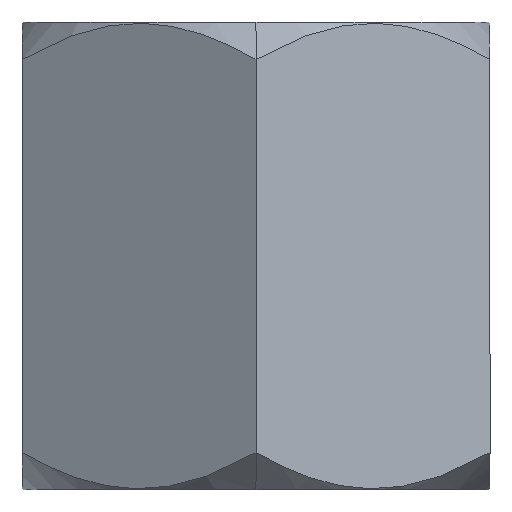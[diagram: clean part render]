
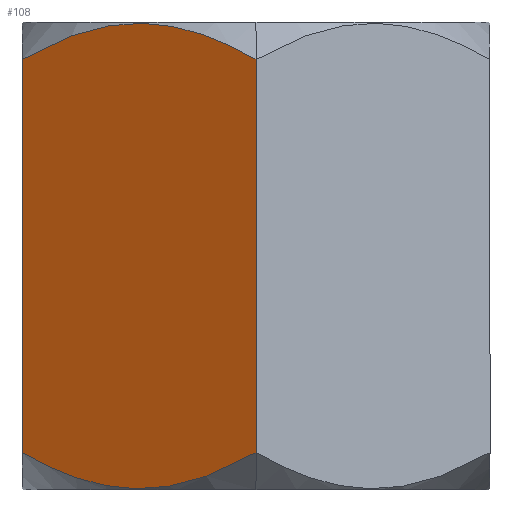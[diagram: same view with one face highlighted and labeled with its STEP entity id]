
A CAD part, left-side view. The second image highlights one B-rep face of the part: STEP entity #108.
In plain terms, the highlighted planar face has unit normal (-0.866, 0.5, 0).
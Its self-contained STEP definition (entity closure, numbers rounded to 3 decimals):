
#18 = FACE_OUTER_BOUND ( 'NONE', #391, .T. ) ;
#22 = CARTESIAN_POINT ( 'NONE',  ( -1.671, 2.105, 2.309 ) ) ;
#23 = LINE ( 'NONE', #566, #292 ) ;
#27 = CARTESIAN_POINT ( 'NONE',  ( -1.911, 1.689, 2.439 ) ) ;
#32 = ORIENTED_EDGE ( 'NONE', *, *, #415, .F. ) ;
#34 = EDGE_CURVE ( 'NONE', #308, #101, #23, .T. ) ;
#45 = CARTESIAN_POINT ( 'NONE',  ( -2.659, 0.395, -2.309 ) ) ;
#64 = CARTESIAN_POINT ( 'NONE',  ( -2.887, 0., 2.1 ) ) ;
#65 = VERTEX_POINT ( 'NONE', #496 ) ;
#68 = CARTESIAN_POINT ( 'NONE',  ( -2.887, 0., -2.1 ) ) ;
#92 = CARTESIAN_POINT ( 'NONE',  ( -2.295, 1.026, -2.476 ) ) ;
#96 = CARTESIAN_POINT ( 'NONE',  ( -1.918, 1.678, -2.449 ) ) ;
#101 = VERTEX_POINT ( 'NONE', #142 ) ;
#108 = ADVANCED_FACE ( 'NONE', ( #18 ), #225, .F. ) ;
#119 = VECTOR ( 'NONE', #377, 1000. ) ;
#136 = VERTEX_POINT ( 'NONE', #68 ) ;
#142 = CARTESIAN_POINT ( 'NONE',  ( -1.443, 2.5, -2.1 ) ) ;
#150 = CARTESIAN_POINT ( 'NONE',  ( -2.042, 1.464, -2.487 ) ) ;
#155 = EDGE_CURVE ( 'NONE', #136, #101, #238, .T. ) ;
#163 = CARTESIAN_POINT ( 'NONE',  ( -1.443, 2.5, -2.1 ) ) ;
#169 = B_SPLINE_CURVE_WITH_KNOTS ( 'NONE', 3,
 ( #443, #288, #22, #222, #27, #234, #437, #220, #501, #384, #327, #64 ),
 .UNSPECIFIED., .F., .F.,
 ( 4, 2, 2, 2, 2, 4 ),
 ( 0., 0.001, 0.001, 0.001, 0.002, 0.003 ),
 .UNSPECIFIED. ) ;
#182 = CARTESIAN_POINT ( 'NONE',  ( -2.887, 0., -2.1 ) ) ;
#220 = CARTESIAN_POINT ( 'NONE',  ( -2.288, 1.036, 2.487 ) ) ;
#222 = CARTESIAN_POINT ( 'NONE',  ( -1.851, 1.795, 2.411 ) ) ;
#225 = PLANE ( 'NONE',  #422 ) ;
#234 = CARTESIAN_POINT ( 'NONE',  ( -2.035, 1.474, 2.476 ) ) ;
#238 = B_SPLINE_CURVE_WITH_KNOTS ( 'NONE', 3,
 ( #182, #390, #45, #355, #409, #92, #477, #150, #96, #676, #630, #163 ),
 .UNSPECIFIED., .F., .F.,
 ( 4, 2, 2, 2, 2, 4 ),
 ( 0., 0.001, 0.001, 0.001, 0.002, 0.003 ),
 .UNSPECIFIED. ) ;
#251 = ORIENTED_EDGE ( 'NONE', *, *, #507, .F. ) ;
#288 = CARTESIAN_POINT ( 'NONE',  ( -1.556, 2.305, 2.213 ) ) ;
#292 = VECTOR ( 'NONE', #444, 1000. ) ;
#294 = DIRECTION ( 'NONE',  ( 0.5, 0.866, 0. ) ) ;
#308 = VERTEX_POINT ( 'NONE', #429 ) ;
#327 = CARTESIAN_POINT ( 'NONE',  ( -2.773, 0.196, 2.213 ) ) ;
#355 = CARTESIAN_POINT ( 'NONE',  ( -2.479, 0.705, -2.411 ) ) ;
#377 = DIRECTION ( 'NONE',  ( 0., 0., -1. ) ) ;
#384 = CARTESIAN_POINT ( 'NONE',  ( -2.657, 0.399, 2.311 ) ) ;
#387 = LINE ( 'NONE', #598, #119 ) ;
#390 = CARTESIAN_POINT ( 'NONE',  ( -2.774, 0.195, -2.213 ) ) ;
#391 = EDGE_LOOP ( 'NONE', ( #251, #662, #492, #32 ) ) ;
#409 = CARTESIAN_POINT ( 'NONE',  ( -2.419, 0.811, -2.439 ) ) ;
#415 = EDGE_CURVE ( 'NONE', #65, #136, #387, .T. ) ;
#422 = AXIS2_PLACEMENT_3D ( 'NONE', #651, #609, #294 ) ;
#429 = CARTESIAN_POINT ( 'NONE',  ( -1.443, 2.5, 2.1 ) ) ;
#437 = CARTESIAN_POINT ( 'NONE',  ( -2.099, 1.364, 2.486 ) ) ;
#443 = CARTESIAN_POINT ( 'NONE',  ( -1.443, 2.5, 2.1 ) ) ;
#444 = DIRECTION ( 'NONE',  ( 0., 0., -1. ) ) ;
#477 = CARTESIAN_POINT ( 'NONE',  ( -2.231, 1.136, -2.486 ) ) ;
#492 = ORIENTED_EDGE ( 'NONE', *, *, #155, .F. ) ;
#496 = CARTESIAN_POINT ( 'NONE',  ( -2.887, 0., 2.1 ) ) ;
#501 = CARTESIAN_POINT ( 'NONE',  ( -2.412, 0.822, 2.449 ) ) ;
#507 = EDGE_CURVE ( 'NONE', #308, #65, #169, .T. ) ;
#566 = CARTESIAN_POINT ( 'NONE',  ( -1.443, 2.5, 2.5 ) ) ;
#598 = CARTESIAN_POINT ( 'NONE',  ( -2.887, 0., 2.5 ) ) ;
#609 = DIRECTION ( 'NONE',  ( 0.866, -0.5, 0. ) ) ;
#630 = CARTESIAN_POINT ( 'NONE',  ( -1.557, 2.304, -2.213 ) ) ;
#651 = CARTESIAN_POINT ( 'NONE',  ( -1.443, 2.5, 2.5 ) ) ;
#662 = ORIENTED_EDGE ( 'NONE', *, *, #34, .T. ) ;
#676 = CARTESIAN_POINT ( 'NONE',  ( -1.674, 2.101, -2.311 ) ) ;
